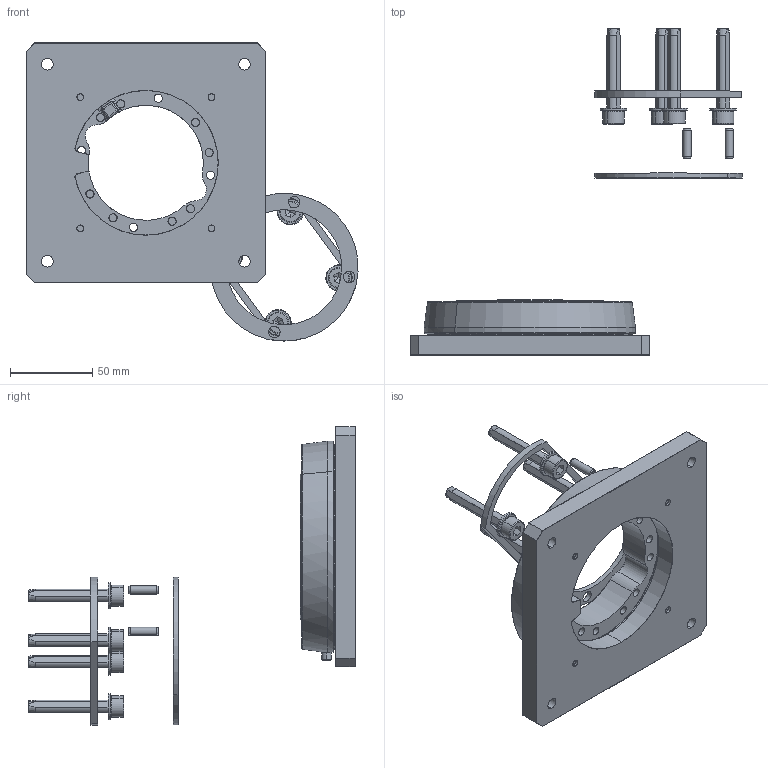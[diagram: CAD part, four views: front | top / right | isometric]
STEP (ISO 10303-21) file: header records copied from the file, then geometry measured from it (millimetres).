
FILE_DESCRIPTION (( 'STEP AP214' ), '1' );
FILE_NAME ('49477221.STEP', '2009-01-08T12:54:54', ( ' ' ), ( '' ), 'SwSTEP 2.0', 'SolidWorks 2008', '' );
FILE_SCHEMA (( 'AUTOMOTIVE_DESIGN' ));
Length unit declared in the file: millimetre
Products named in the file (15): 82397_Standard; 83266_Standard; 52309_Standard; 41777_Standard; 12810_Standard; 51368_Standard; 84341_Standard; 84001_Standard; 49477221; 93327_Standard; 84147_Standard; 93674_Standard; 83019_Standard; 82398_Standard; 93152_Standard
Assembly tree (27 placements, depth 3):
  49477221
    84147_Standard
    51368_Standard
      84341_Standard
    41777_Standard  x2
    93327_Standard  x4
    93674_Standard
    84001_Standard
    52309_Standard
      82398_Standard
      83266_Standard  x2
      93152_Standard  x4
      82397_Standard  x3
      83019_Standard  x4
    12810_Standard
Bounding box: 202.16 x 198.84 x 181.57 mm (x, y, z)
Volume: 387627.5 mm3; surface area: 139833.6 mm2
Topology: 25 solids, 25 shells, 653 faces, 1433 edges, 833 vertices
Faces by surface type: cylinder 228, plane 210, torus 96, cone 93, sphere 20, bspline 6
Entity records: 12383 total; most frequent: CARTESIAN_POINT 2806, DIRECTION 2072, ORIENTED_EDGE 1672, AXIS2_PLACEMENT_3D 867, EDGE_CURVE 836, VERTEX_POINT 497, CIRCLE 461, EDGE_LOOP 453
